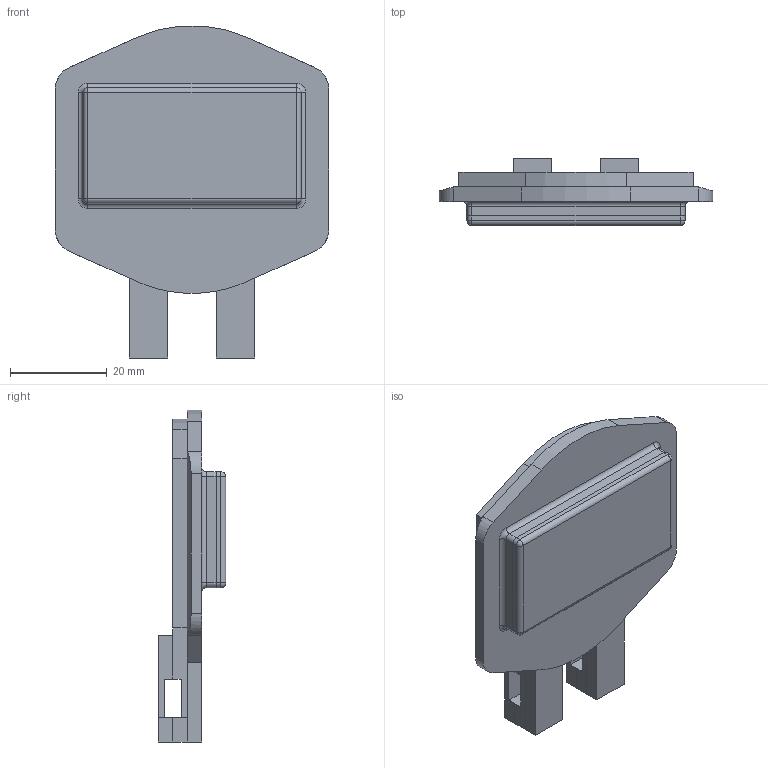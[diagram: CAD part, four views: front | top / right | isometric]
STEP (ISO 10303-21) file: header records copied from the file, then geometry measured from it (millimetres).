
FILE_DESCRIPTION(('FreeCAD Model'),'2;1');
FILE_NAME('Open CASCADE Shape Model','2025-10-29T14:45:51',(''),(''), 'Open CASCADE STEP processor 7.8','FreeCAD','Unknown');
FILE_SCHEMA(('AUTOMOTIVE_DESIGN { 1 0 10303 214 1 1 1 1 }'));
Length unit declared in the file: millimetre
Products named in the file (1): TomTomCover2
Bounding box: 56.7 x 14 x 68.8 mm (x, y, z)
Volume: 13817 mm3; surface area: 9737.8 mm2
Topology: 1 solids, 1 shells, 120 faces, 306 edges, 182 vertices
Faces by surface type: plane 88, cylinder 24, torus 4, sphere 4
Entity records: 3522 total; most frequent: CARTESIAN_POINT 605, ORIENTED_EDGE 604, DIRECTION 594, EDGE_CURVE 302, LINE 252, VECTOR 252, VERTEX_POINT 182, AXIS2_PLACEMENT_3D 171
